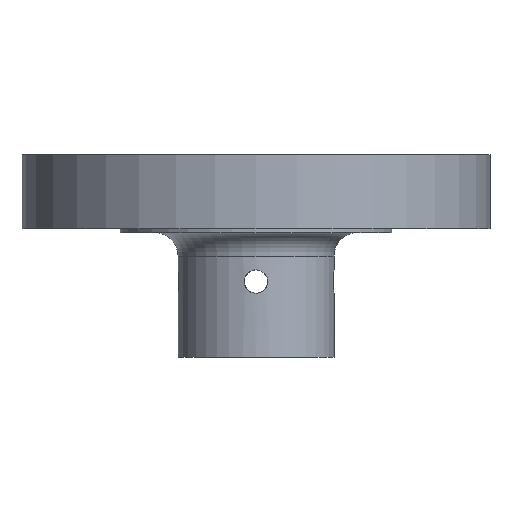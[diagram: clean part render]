
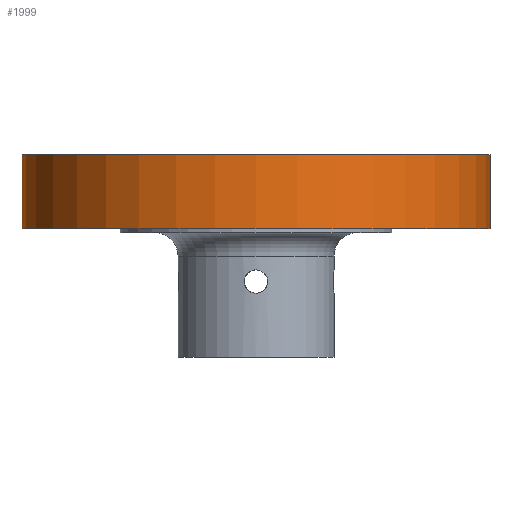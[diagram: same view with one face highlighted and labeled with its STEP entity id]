
A CAD part, front view. The second image highlights one B-rep face of the part: STEP entity #1999.
In plain terms, the highlighted cylindrical face has radius 30 mm (diameter 60 mm), a partial arc.
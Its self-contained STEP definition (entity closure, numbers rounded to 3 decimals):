
#88 = DIRECTION ( 'NONE',  ( 0., 0., -1. ) ) ;
#148 = DIRECTION ( 'NONE',  ( 0., 0., -1. ) ) ;
#175 = ORIENTED_EDGE ( 'NONE', *, *, #1400, .F. ) ;
#299 = CIRCLE ( 'NONE', #1163, 30. ) ;
#324 = CARTESIAN_POINT ( 'NONE',  ( 0., 0., 0.5 ) ) ;
#373 = DIRECTION ( 'NONE',  ( -1., 0., 0. ) ) ;
#388 = ORIENTED_EDGE ( 'NONE', *, *, #1343, .T. ) ;
#435 = AXIS2_PLACEMENT_3D ( 'NONE', #2212, #148, #373 ) ;
#517 = VERTEX_POINT ( 'NONE', #1670 ) ;
#727 = ORIENTED_EDGE ( 'NONE', *, *, #2560, .T. ) ;
#737 = DIRECTION ( 'NONE',  ( 0., 0., -1. ) ) ;
#926 = VERTEX_POINT ( 'NONE', #1489 ) ;
#1011 = CYLINDRICAL_SURFACE ( 'NONE', #435, 30. ) ;
#1045 = CIRCLE ( 'NONE', #1468, 30. ) ;
#1163 = AXIS2_PLACEMENT_3D ( 'NONE', #324, #2146, #1781 ) ;
#1235 = DIRECTION ( 'NONE',  ( 0., 0., -1. ) ) ;
#1288 = VERTEX_POINT ( 'NONE', #2596 ) ;
#1343 = EDGE_CURVE ( 'NONE', #926, #1536, #1345, .T. ) ;
#1345 = LINE ( 'NONE', #1571, #1634 ) ;
#1400 = EDGE_CURVE ( 'NONE', #1288, #1536, #299, .T. ) ;
#1468 = AXIS2_PLACEMENT_3D ( 'NONE', #1471, #88, #1738 ) ;
#1471 = CARTESIAN_POINT ( 'NONE',  ( 0., 0., 10. ) ) ;
#1489 = CARTESIAN_POINT ( 'NONE',  ( -30., 0., 10. ) ) ;
#1536 = VERTEX_POINT ( 'NONE', #2010 ) ;
#1571 = CARTESIAN_POINT ( 'NONE',  ( -30., 0., 10. ) ) ;
#1634 = VECTOR ( 'NONE', #737, 1000. ) ;
#1670 = CARTESIAN_POINT ( 'NONE',  ( 30., 0., 10. ) ) ;
#1738 = DIRECTION ( 'NONE',  ( -1., 0., 0. ) ) ;
#1781 = DIRECTION ( 'NONE',  ( -1., 0., 0. ) ) ;
#1829 = LINE ( 'NONE', #2201, #2364 ) ;
#1894 = ORIENTED_EDGE ( 'NONE', *, *, #1905, .F. ) ;
#1905 = EDGE_CURVE ( 'NONE', #517, #1288, #1829, .T. ) ;
#1999 = ADVANCED_FACE ( 'NONE', ( #2652 ), #1011, .T. ) ;
#2010 = CARTESIAN_POINT ( 'NONE',  ( -30., 0., 0.5 ) ) ;
#2088 = EDGE_LOOP ( 'NONE', ( #1894, #727, #388, #175 ) ) ;
#2146 = DIRECTION ( 'NONE',  ( 0., 0., -1. ) ) ;
#2201 = CARTESIAN_POINT ( 'NONE',  ( 30., 0., 10. ) ) ;
#2212 = CARTESIAN_POINT ( 'NONE',  ( 0., 0., 10. ) ) ;
#2364 = VECTOR ( 'NONE', #1235, 1000. ) ;
#2560 = EDGE_CURVE ( 'NONE', #517, #926, #1045, .T. ) ;
#2596 = CARTESIAN_POINT ( 'NONE',  ( 30., 0., 0.5 ) ) ;
#2652 = FACE_OUTER_BOUND ( 'NONE', #2088, .T. ) ;
